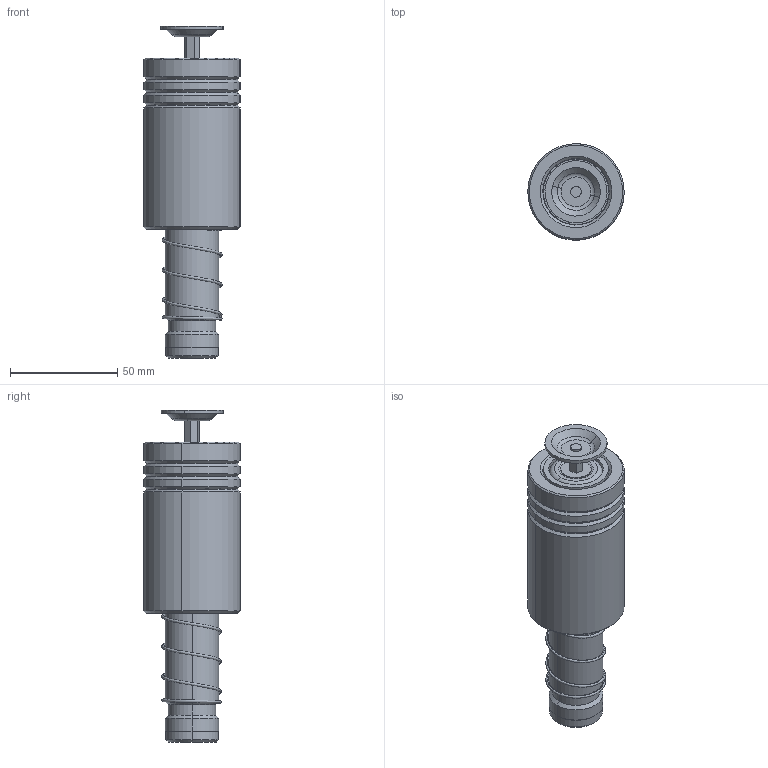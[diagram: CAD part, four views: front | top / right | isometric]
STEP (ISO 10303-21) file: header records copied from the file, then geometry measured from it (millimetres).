
FILE_DESCRIPTION (( 'STEP AP214' ), '1' );
FILE_NAME ('EMJ EMS-D25-L140 (BL-80).STEP', '2021-09-23T03:32:36', ( '' ), ( '' ), 'SwSTEP 2.0', 'SolidWorks 2016', '' );
FILE_SCHEMA (( 'AUTOMOTIVE_DESIGN' ));
Length unit declared in the file: millimetre
Products named in the file (229): BALL-D3; HWP-D27.5-d25.5-L40; TBB-D45-d31-L80; GTM-M12蹟簽; EMJ EMS-D25-L140 (BL-80); GTM-29郪蚾; GTM-3-縐种; BJ BS-30.5-25.5-L75郪蚾; GTM-29; BJ-D30.5-25.5-L75; MGM-D25-L140
Assembly tree (222 placements, depth 3):
  BALL-D3
  BALL-D3
  BALL-D3
  BALL-D3
  BALL-D3
Bounding box: 44.97 x 44.99 x 155 mm (x, y, z)
Volume: 149715.7 mm3; surface area: 62715.1 mm2
Topology: 215 solids, 215 shells, 1001 faces, 4180 edges, 2777 vertices
Faces by surface type: sphere 832, cylinder 50, plane 41, cone 34, torus 22, bspline 22
Entity records: 41732 total; most frequent: CARTESIAN_POINT 22568, ORIENTED_EDGE 3346, DIRECTION 2900, EDGE_CURVE 1673, AXIS2_PLACEMENT_3D 1370, VERTEX_POINT 1093, EDGE_LOOP 1002, B_SPLINE_CURVE_WITH_KNOTS 920
